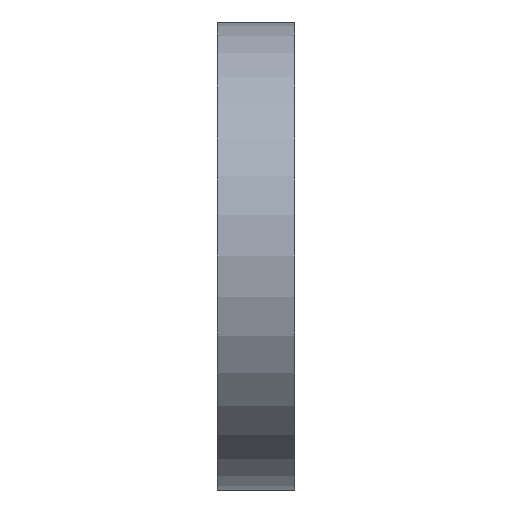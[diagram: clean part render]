
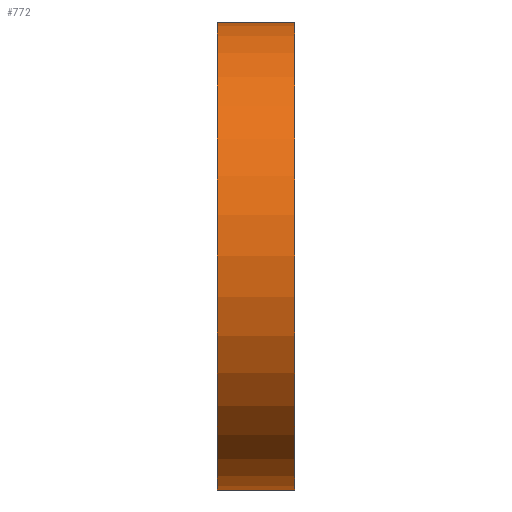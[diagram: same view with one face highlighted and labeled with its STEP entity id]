
A CAD part, left-side view. The second image highlights one B-rep face of the part: STEP entity #772.
In plain terms, the highlighted cylindrical face has radius 4.85 mm (diameter 9.7 mm), a partial arc.
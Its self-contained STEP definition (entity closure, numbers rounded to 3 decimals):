
#29 = ORIENTED_EDGE ( 'NONE', *, *, #429, .T. ) ;
#62 = DIRECTION ( 'NONE',  ( 0., 0., -1. ) ) ;
#70 = CIRCLE ( 'NONE', #861, 4.85 ) ;
#73 = LINE ( 'NONE', #469, #728 ) ;
#93 = DIRECTION ( 'NONE',  ( 0., 0., -1. ) ) ;
#99 = EDGE_LOOP ( 'NONE', ( #759, #375, #29, #898 ) ) ;
#128 = VECTOR ( 'NONE', #746, 1000. ) ;
#145 = EDGE_CURVE ( 'NONE', #814, #976, #249, .T. ) ;
#160 = AXIS2_PLACEMENT_3D ( 'NONE', #948, #939, #1012 ) ;
#247 = DIRECTION ( 'NONE',  ( 0., 1., 0. ) ) ;
#249 = LINE ( 'NONE', #257, #128 ) ;
#250 = CARTESIAN_POINT ( 'NONE',  ( 0., 1.6, 4.85 ) ) ;
#257 = CARTESIAN_POINT ( 'NONE',  ( 0., 1.6, 4.85 ) ) ;
#263 = EDGE_CURVE ( 'NONE', #286, #976, #529, .T. ) ;
#285 = EDGE_CURVE ( 'NONE', #286, #878, #73, .T. ) ;
#286 = VERTEX_POINT ( 'NONE', #304 ) ;
#304 = CARTESIAN_POINT ( 'NONE',  ( 0., 1.6, -4.85 ) ) ;
#372 = FACE_OUTER_BOUND ( 'NONE', #99, .T. ) ;
#375 = ORIENTED_EDGE ( 'NONE', *, *, #285, .T. ) ;
#429 = EDGE_CURVE ( 'NONE', #878, #814, #70, .T. ) ;
#453 = DIRECTION ( 'NONE',  ( 0., -1., 0. ) ) ;
#465 = DIRECTION ( 'NONE',  ( 0., -1., 0. ) ) ;
#469 = CARTESIAN_POINT ( 'NONE',  ( 0., 1.6, -4.85 ) ) ;
#529 = CIRCLE ( 'NONE', #160, 4.85 ) ;
#548 = CARTESIAN_POINT ( 'NONE',  ( 0., 0., 4.85 ) ) ;
#611 = CYLINDRICAL_SURFACE ( 'NONE', #942, 4.85 ) ;
#644 = CARTESIAN_POINT ( 'NONE',  ( 0., 0., 0. ) ) ;
#728 = VECTOR ( 'NONE', #465, 1000. ) ;
#746 = DIRECTION ( 'NONE',  ( 0., 1., 0. ) ) ;
#759 = ORIENTED_EDGE ( 'NONE', *, *, #263, .F. ) ;
#772 = ADVANCED_FACE ( 'NONE', ( #372 ), #611, .T. ) ;
#796 = CARTESIAN_POINT ( 'NONE',  ( 0., 0., -4.85 ) ) ;
#814 = VERTEX_POINT ( 'NONE', #548 ) ;
#861 = AXIS2_PLACEMENT_3D ( 'NONE', #644, #247, #93 ) ;
#878 = VERTEX_POINT ( 'NONE', #796 ) ;
#898 = ORIENTED_EDGE ( 'NONE', *, *, #145, .T. ) ;
#929 = CARTESIAN_POINT ( 'NONE',  ( 0., 1.6, 0. ) ) ;
#939 = DIRECTION ( 'NONE',  ( 0., 1., 0. ) ) ;
#942 = AXIS2_PLACEMENT_3D ( 'NONE', #929, #453, #62 ) ;
#948 = CARTESIAN_POINT ( 'NONE',  ( 0., 1.6, 0. ) ) ;
#976 = VERTEX_POINT ( 'NONE', #250 ) ;
#1012 = DIRECTION ( 'NONE',  ( 0., 0., -1. ) ) ;
